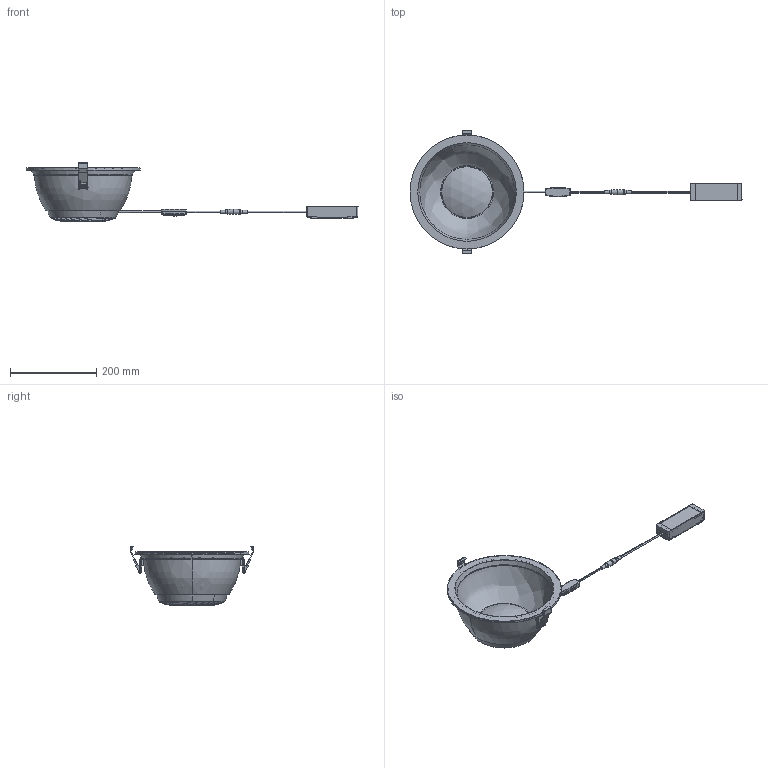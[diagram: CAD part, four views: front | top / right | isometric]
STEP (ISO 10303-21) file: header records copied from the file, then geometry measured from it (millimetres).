
FILE_DESCRIPTION (( 'STEP AP214' ), '1' );
FILE_NAME ('DL CMFT D250 UGR.STEP', '2024-11-18T11:46:47', ( '' ), ( '' ), 'SwSTEP 2.0', 'SolidWorks 2022', '' );
FILE_SCHEMA (( 'AUTOMOTIVE_DESIGN' ));
Length unit declared in the file: millimetre
Products named in the file (1): DL CMFT D250 UGR
Bounding box: 771.5 x 287.2 x 135.54 mm (x, y, z)
Volume: 599894.4 mm3; surface area: 546235.7 mm2
Topology: 27 solids, 27 shells, 961 faces, 2529 edges, 1635 vertices
Faces by surface type: plane 432, cylinder 255, bspline 159, cone 67, torus 35, sphere 13
Full cylindrical faces by diameter (mm): 5.54 x2, 8 x2, 117.6 x1, 118.5 x1, 261 x1
Entity records: 58772 total; most frequent: CARTESIAN_POINT 26229, ORIENTED_EDGE 4944, DIRECTION 3846, EDGE_CURVE 2472, VERTEX_POINT 1612, AXIS2_PLACEMENT_3D 1339, VECTOR 1168, LINE 1168
